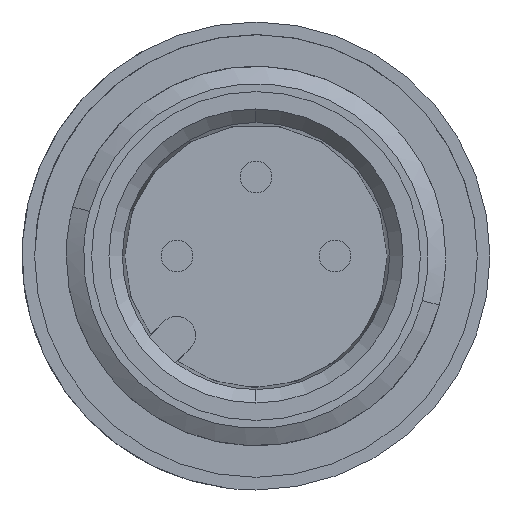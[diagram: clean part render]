
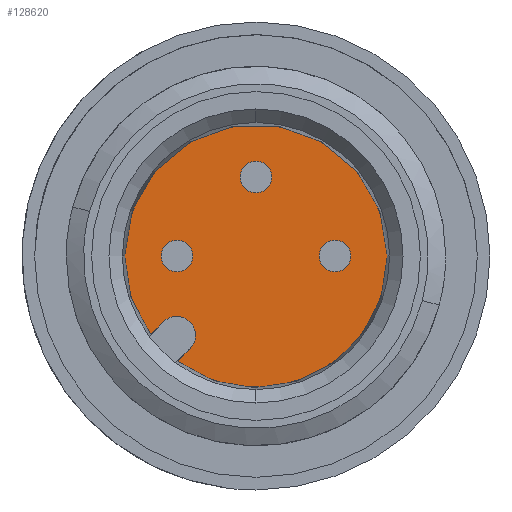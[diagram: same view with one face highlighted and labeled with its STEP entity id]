
A CAD part, left-side view. The second image highlights one B-rep face of the part: STEP entity #128620.
In plain terms, the highlighted face is planar.
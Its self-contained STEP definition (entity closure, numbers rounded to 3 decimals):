
#125820=CARTESIAN_POINT('',(66.122,34.229,221.9));
#125830=DIRECTION('',(1.,0.,
0.));
#125840=VECTOR('',#125830,1.);
#125850=LINE('',#125820,#125840);
#125860=CARTESIAN_POINT('',(24.015,34.228,221.9));
#125870=VERTEX_POINT('',#125860);
#125880=CARTESIAN_POINT('',(24.571,34.228,221.9));
#125890=VERTEX_POINT('',#125880);
#125900=EDGE_CURVE('',#125870,#125890,#125850,.T.);
#126900=CARTESIAN_POINT('',(64.922,33.029,221.9));
#126910=DIRECTION('',(-1.,0.,
0.));
#126920=VECTOR('',#126910,1.);
#126930=LINE('',#126900,#126920);
#126940=CARTESIAN_POINT('',(24.571,33.028,221.9));
#126950=VERTEX_POINT('',#126940);
#126960=CARTESIAN_POINT('',(24.015,33.028,221.9));
#126970=VERTEX_POINT('',#126960);
#126980=EDGE_CURVE('',#126950,#126970,#126930,.T.);
#127440=CARTESIAN_POINT('',(23.399,30.694,221.9));
#127450=VERTEX_POINT('',#127440);
#127480=CARTESIAN_POINT('',(20.465,33.628,221.9));
#127490=DIRECTION('',(0.,0.,1.));
#127500=DIRECTION('',(-0.707,0.707,
0.));
#127510=AXIS2_PLACEMENT_3D('',#127480,#127490,#127500);
#127520=CIRCLE('',#127510,4.15);
#127530=EDGE_CURVE('',#127450,#126950,#127520,.T.);
#127710=CARTESIAN_POINT('',(24.015,33.628,221.9));
#127720=DIRECTION('',(0.,0.,1.));
#127730=DIRECTION('',(-0.707,0.707,
0.));
#127740=AXIS2_PLACEMENT_3D('',#127710,#127720,#127730);
#127750=CIRCLE('',#127740,0.6);
#127760=CARTESIAN_POINT('',(23.591,34.052,221.9));
#127770=VERTEX_POINT('',#127760);
#127780=EDGE_CURVE('',#127770,#126970,#127750,.T.);
#127980=CARTESIAN_POINT('',(19.263,32.426,221.9));
#127990=DIRECTION('',(0.,0.,1.));
#128000=DIRECTION('',(0.707,0.707,
0.));
#128010=AXIS2_PLACEMENT_3D('',#127980,#127990,#128000);
#128020=PLANE('',#128010);
#128030=CARTESIAN_POINT('',(18.697,31.86,221.9));
#128040=DIRECTION('',(0.,0.,1.));
#128050=DIRECTION('',(-0.707,-0.707,0.));
#128060=AXIS2_PLACEMENT_3D('',#128030,#128040,#128050);
#128070=CIRCLE('',#128060,0.5);
#128080=CARTESIAN_POINT('',(18.344,31.507,221.9));
#128090=VERTEX_POINT('',#128080);
#128100=CARTESIAN_POINT('',(19.051,32.214,221.9));
#128110=VERTEX_POINT('',#128100);
#128120=EDGE_CURVE('',#128090,#128110,#128070,.T.);
#128130=ORIENTED_EDGE('',*,*,#128120,.F.);
#128140=EDGE_CURVE('',#128110,#128090,#128070,.T.);
#128150=ORIENTED_EDGE('',*,*,#128140,.F.);
#128160=EDGE_LOOP('',(#128150,#128130));
#128170=FACE_BOUND('',#128160,.T.);
#128180=CARTESIAN_POINT('',(17.53,36.563,221.9));
#128190=VERTEX_POINT('',#128180);
#128200=EDGE_CURVE('',#128190,#127450,#127520,.T.);
#128210=ORIENTED_EDGE('',*,*,#128200,.T.);
#128220=EDGE_CURVE('',#125890,#128190,#127520,.T.);
#128230=ORIENTED_EDGE('',*,*,#128220,.T.);
#128240=ORIENTED_EDGE('',*,*,#125900,.T.);
#128250=EDGE_CURVE('',#125870,#127770,#127750,.T.);
#128260=ORIENTED_EDGE('',*,*,#128250,.F.);
#128270=ORIENTED_EDGE('',*,*,#127780,.F.);
#128280=ORIENTED_EDGE('',*,*,#126980,.T.);
#128290=ORIENTED_EDGE('',*,*,#127530,.T.);
#128300=EDGE_LOOP('',(#128290,#128280,#128270,#128260,#128240,#128230,
#128210));
#128310=FACE_OUTER_BOUND('',#128300,.T.);
#128320=CARTESIAN_POINT('',(22.233,31.86,221.9));
#128330=DIRECTION('',(0.,0.,1.));
#128340=DIRECTION('',(-0.707,-0.707,0.));
#128350=AXIS2_PLACEMENT_3D('',#128320,#128330,#128340);
#128360=CIRCLE('',#128350,0.5);
#128370=CARTESIAN_POINT('',(21.879,31.507,221.9));
#128380=VERTEX_POINT('',#128370);
#128390=CARTESIAN_POINT('',(22.586,32.214,221.9));
#128400=VERTEX_POINT('',#128390);
#128410=EDGE_CURVE('',#128380,#128400,#128360,.T.);
#128420=ORIENTED_EDGE('',*,*,#128410,.F.);
#128430=EDGE_CURVE('',#128400,#128380,#128360,.T.);
#128440=ORIENTED_EDGE('',*,*,#128430,.F.);
#128450=EDGE_LOOP('',(#128440,#128420));
#128460=FACE_BOUND('',#128450,.T.);
#128470=CARTESIAN_POINT('',(18.697,35.396,221.9));
#128480=DIRECTION('',(0.,0.,1.));
#128490=DIRECTION('',(-0.707,-0.707,0.));
#128500=AXIS2_PLACEMENT_3D('',#128470,#128480,#128490);
#128510=CIRCLE('',#128500,0.5);
#128520=CARTESIAN_POINT('',(18.344,35.042,221.9));
#128530=VERTEX_POINT('',#128520);
#128540=CARTESIAN_POINT('',(19.051,35.749,221.9));
#128550=VERTEX_POINT('',#128540);
#128560=EDGE_CURVE('',#128530,#128550,#128510,.T.);
#128570=ORIENTED_EDGE('',*,*,#128560,.F.);
#128580=EDGE_CURVE('',#128550,#128530,#128510,.T.);
#128590=ORIENTED_EDGE('',*,*,#128580,.F.);
#128600=EDGE_LOOP('',(#128590,#128570));
#128610=FACE_BOUND('',#128600,.T.);
#128620=ADVANCED_FACE('',(#128170,#128310,#128460,#128610),#128020,.T.);
